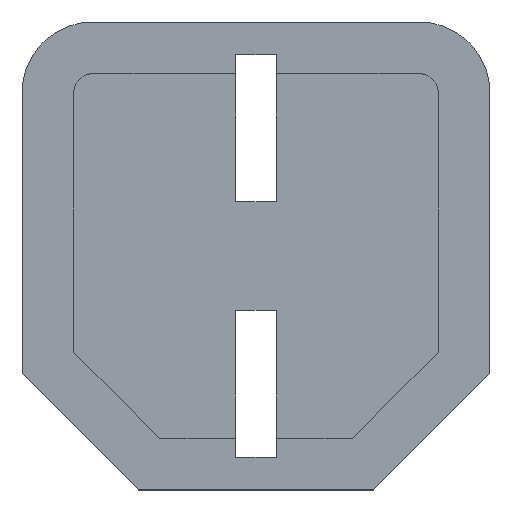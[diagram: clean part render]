
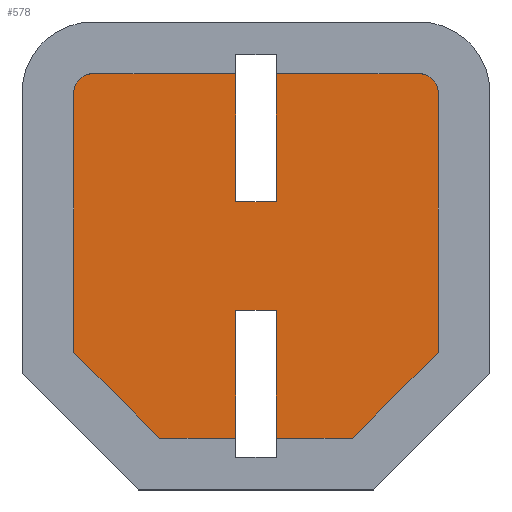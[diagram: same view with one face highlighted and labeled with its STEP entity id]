
A CAD part, top view. The second image highlights one B-rep face of the part: STEP entity #578.
In plain terms, the highlighted planar face has unit normal (0, 0, 1).
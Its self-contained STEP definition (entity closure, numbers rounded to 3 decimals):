
#22=CIRCLE('',#610,0.35);
#23=CIRCLE('',#611,0.35);
#32=FACE_OUTER_BOUND('',#61,.T.);
#61=EDGE_LOOP('',(#391,#392,#393,#394,#395,#396,#397,#398,#399,#400,#401,
#402,#403,#404,#405,#406));
#93=LINE('',#804,#169);
#97=LINE('',#813,#173);
#99=LINE('',#818,#175);
#100=LINE('',#819,#176);
#101=LINE('',#821,#177);
#102=LINE('',#823,#178);
#103=LINE('',#825,#179);
#104=LINE('',#827,#180);
#105=LINE('',#831,#181);
#106=LINE('',#832,#182);
#107=LINE('',#834,#183);
#108=LINE('',#836,#184);
#109=LINE('',#840,#185);
#110=LINE('',#841,#186);
#169=VECTOR('',#650,10.);
#173=VECTOR('',#656,10.);
#175=VECTOR('',#660,10.);
#176=VECTOR('',#661,10.);
#177=VECTOR('',#662,10.);
#178=VECTOR('',#663,10.);
#179=VECTOR('',#664,10.);
#180=VECTOR('',#665,10.);
#181=VECTOR('',#668,10.);
#182=VECTOR('',#669,10.);
#183=VECTOR('',#670,10.);
#184=VECTOR('',#671,10.);
#185=VECTOR('',#674,10.);
#186=VECTOR('',#675,10.);
#245=VERTEX_POINT('',#801);
#246=VERTEX_POINT('',#803);
#249=VERTEX_POINT('',#810);
#250=VERTEX_POINT('',#812);
#251=VERTEX_POINT('',#816);
#252=VERTEX_POINT('',#817);
#253=VERTEX_POINT('',#820);
#254=VERTEX_POINT('',#822);
#255=VERTEX_POINT('',#824);
#256=VERTEX_POINT('',#826);
#257=VERTEX_POINT('',#828);
#258=VERTEX_POINT('',#830);
#259=VERTEX_POINT('',#833);
#260=VERTEX_POINT('',#835);
#261=VERTEX_POINT('',#837);
#262=VERTEX_POINT('',#839);
#301=EDGE_CURVE('',#246,#245,#93,.T.);
#305=EDGE_CURVE('',#250,#249,#97,.T.);
#307=EDGE_CURVE('',#251,#252,#99,.T.);
#308=EDGE_CURVE('',#251,#250,#100,.T.);
#309=EDGE_CURVE('',#249,#253,#101,.T.);
#310=EDGE_CURVE('',#254,#253,#102,.T.);
#311=EDGE_CURVE('',#255,#254,#103,.T.);
#312=EDGE_CURVE('',#256,#255,#104,.T.);
#313=EDGE_CURVE('',#257,#256,#22,.T.);
#314=EDGE_CURVE('',#258,#257,#105,.T.);
#315=EDGE_CURVE('',#258,#246,#106,.T.);
#316=EDGE_CURVE('',#245,#259,#107,.T.);
#317=EDGE_CURVE('',#260,#259,#108,.T.);
#318=EDGE_CURVE('',#261,#260,#23,.T.);
#319=EDGE_CURVE('',#262,#261,#109,.T.);
#320=EDGE_CURVE('',#252,#262,#110,.T.);
#391=ORIENTED_EDGE('',*,*,#307,.F.);
#392=ORIENTED_EDGE('',*,*,#308,.T.);
#393=ORIENTED_EDGE('',*,*,#305,.T.);
#394=ORIENTED_EDGE('',*,*,#309,.T.);
#395=ORIENTED_EDGE('',*,*,#310,.F.);
#396=ORIENTED_EDGE('',*,*,#311,.F.);
#397=ORIENTED_EDGE('',*,*,#312,.F.);
#398=ORIENTED_EDGE('',*,*,#313,.F.);
#399=ORIENTED_EDGE('',*,*,#314,.F.);
#400=ORIENTED_EDGE('',*,*,#315,.T.);
#401=ORIENTED_EDGE('',*,*,#301,.T.);
#402=ORIENTED_EDGE('',*,*,#316,.T.);
#403=ORIENTED_EDGE('',*,*,#317,.F.);
#404=ORIENTED_EDGE('',*,*,#318,.F.);
#405=ORIENTED_EDGE('',*,*,#319,.F.);
#406=ORIENTED_EDGE('',*,*,#320,.F.);
#553=PLANE('',#609);
#578=ADVANCED_FACE('',(#32),#553,.T.);
#609=AXIS2_PLACEMENT_3D('',#815,#658,#659);
#610=AXIS2_PLACEMENT_3D('',#829,#666,#667);
#611=AXIS2_PLACEMENT_3D('',#838,#672,#673);
#650=DIRECTION('',(-1.,0.,0.));
#656=DIRECTION('',(1.,0.,0.));
#658=DIRECTION('center_axis',(0.,0.,1.));
#659=DIRECTION('ref_axis',(1.,0.,0.));
#660=DIRECTION('',(-1.,0.,0.));
#661=DIRECTION('',(0.,1.,0.));
#662=DIRECTION('',(0.,-1.,0.));
#663=DIRECTION('',(-1.,0.,0.));
#664=DIRECTION('',(-0.707,-0.707,0.));
#665=DIRECTION('',(0.,-1.,0.));
#666=DIRECTION('center_axis',(0.,0.,-1.));
#667=DIRECTION('ref_axis',(1.,0.,0.));
#668=DIRECTION('',(1.,0.,0.));
#669=DIRECTION('',(0.,-1.,0.));
#670=DIRECTION('',(0.,1.,0.));
#671=DIRECTION('',(1.,0.,0.));
#672=DIRECTION('center_axis',(0.,0.,-1.));
#673=DIRECTION('ref_axis',(0.,1.,0.));
#674=DIRECTION('',(0.,1.,0.));
#675=DIRECTION('',(-0.707,0.707,0.));
#801=CARTESIAN_POINT('',(-0.375,1.,0.2));
#803=CARTESIAN_POINT('',(0.375,1.,0.2));
#804=CARTESIAN_POINT('',(1.,1.,0.2));
#810=CARTESIAN_POINT('',(0.375,-1.,0.2));
#812=CARTESIAN_POINT('',(-0.375,-1.,0.2));
#813=CARTESIAN_POINT('',(-1.,-1.,0.2));
#815=CARTESIAN_POINT('Origin',(0.,0.,0.2));
#816=CARTESIAN_POINT('',(-0.375,-3.35,0.2));
#817=CARTESIAN_POINT('',(-1.771,-3.35,0.2));
#818=CARTESIAN_POINT('',(-0.188,-3.35,0.2));
#819=CARTESIAN_POINT('',(-0.375,-3.178,0.2));
#820=CARTESIAN_POINT('',(0.375,-3.35,0.2));
#821=CARTESIAN_POINT('',(0.375,3.178,0.2));
#822=CARTESIAN_POINT('',(1.771,-3.35,0.2));
#823=CARTESIAN_POINT('',(0.885,-3.35,0.2));
#824=CARTESIAN_POINT('',(3.35,-1.771,0.2));
#825=CARTESIAN_POINT('',(2.955,-2.166,0.2));
#826=CARTESIAN_POINT('',(3.35,3.,0.2));
#827=CARTESIAN_POINT('',(3.35,1.5,0.2));
#828=CARTESIAN_POINT('',(3.,3.35,0.2));
#829=CARTESIAN_POINT('Origin',(3.,3.,0.2));
#830=CARTESIAN_POINT('',(0.375,3.35,0.2));
#831=CARTESIAN_POINT('',(0.188,3.35,0.2));
#832=CARTESIAN_POINT('',(0.375,3.7,0.2));
#833=CARTESIAN_POINT('',(-0.375,3.35,0.2));
#834=CARTESIAN_POINT('',(-0.375,-3.178,0.2));
#835=CARTESIAN_POINT('',(-3.,3.35,0.2));
#836=CARTESIAN_POINT('',(-1.5,3.35,0.2));
#837=CARTESIAN_POINT('',(-3.35,3.,0.2));
#838=CARTESIAN_POINT('Origin',(-3.,3.,0.2));
#839=CARTESIAN_POINT('',(-3.35,-1.771,0.2));
#840=CARTESIAN_POINT('',(-3.35,-0.885,0.2));
#841=CARTESIAN_POINT('',(-2.166,-2.955,0.2));
